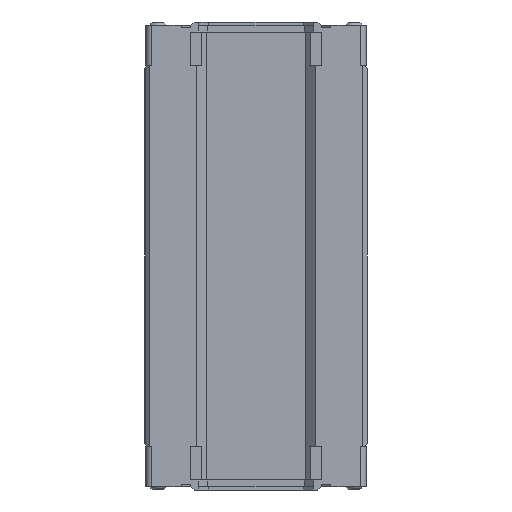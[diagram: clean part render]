
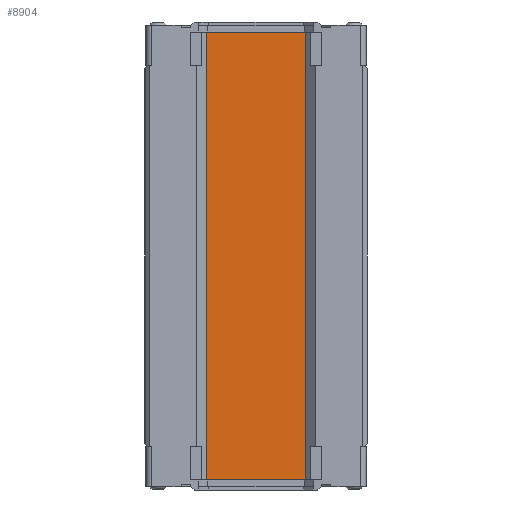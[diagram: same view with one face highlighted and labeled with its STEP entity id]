
A CAD part, front view. The second image highlights one B-rep face of the part: STEP entity #8904.
In plain terms, the highlighted planar face has unit normal (0, -1, 0).
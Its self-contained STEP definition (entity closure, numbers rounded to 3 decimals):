
#610=PLANE('',#9715);
#1076=FACE_OUTER_BOUND('',#1576,.T.);
#1576=EDGE_LOOP('',(#8359,#8360,#8361,#8362));
#1622=LINE('',#12347,#2568);
#2434=LINE('',#14573,#3380);
#2523=LINE('',#14790,#3469);
#2524=LINE('',#14792,#3470);
#2568=VECTOR('',#9807,10.);
#3380=VECTOR('',#11987,10.);
#3469=VECTOR('',#12214,10.);
#3470=VECTOR('',#12217,10.);
#3834=VERTEX_POINT('',#12344);
#3835=VERTEX_POINT('',#12346);
#4558=VERTEX_POINT('',#14570);
#4559=VERTEX_POINT('',#14572);
#4662=EDGE_CURVE('',#3834,#3835,#1622,.T.);
#5762=EDGE_CURVE('',#4558,#4559,#2434,.T.);
#5871=EDGE_CURVE('',#3834,#4559,#2523,.T.);
#5872=EDGE_CURVE('',#3835,#4558,#2524,.T.);
#8359=ORIENTED_EDGE('',*,*,#5871,.T.);
#8360=ORIENTED_EDGE('',*,*,#5762,.F.);
#8361=ORIENTED_EDGE('',*,*,#5872,.F.);
#8362=ORIENTED_EDGE('',*,*,#4662,.F.);
#8904=ADVANCED_FACE('',(#1076),#610,.T.);
#9715=AXIS2_PLACEMENT_3D('',#14791,#12215,#12216);
#9807=DIRECTION('',(-1.,0.,0.));
#11987=DIRECTION('',(1.,0.,0.));
#12214=DIRECTION('',(0.,0.,1.));
#12215=DIRECTION('center_axis',(0.,-1.,0.));
#12216=DIRECTION('ref_axis',(1.,0.,0.));
#12217=DIRECTION('',(0.,0.,1.));
#12344=CARTESIAN_POINT('',(22.75,-17.4,-100.5));
#12346=CARTESIAN_POINT('',(-22.75,-17.4,-100.5));
#12347=CARTESIAN_POINT('',(-22.75,-17.4,-100.5));
#14570=CARTESIAN_POINT('',(-22.75,-17.4,100.5));
#14572=CARTESIAN_POINT('',(22.75,-17.4,100.5));
#14573=CARTESIAN_POINT('',(-22.75,-17.4,100.5));
#14790=CARTESIAN_POINT('',(22.75,-17.4,0.));
#14791=CARTESIAN_POINT('Origin',(-22.75,-17.4,0.));
#14792=CARTESIAN_POINT('',(-22.75,-17.4,0.));
